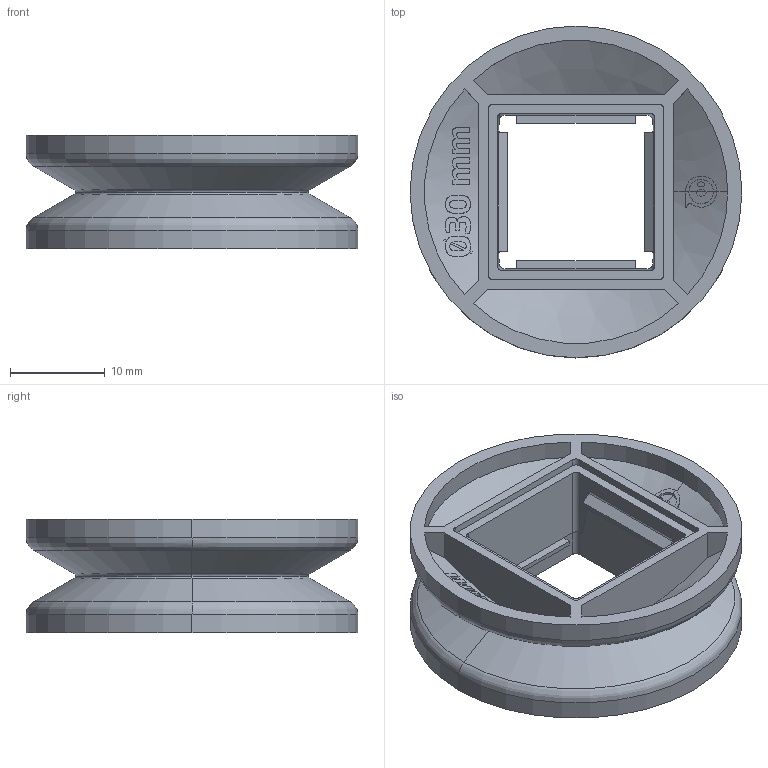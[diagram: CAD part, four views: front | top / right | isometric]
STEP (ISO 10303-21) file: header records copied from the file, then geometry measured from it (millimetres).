
FILE_DESCRIPTION (( 'STEP AP214' ), '1' );
FILE_NAME ('750-0999-069 Rev2.STEP', '2022-10-26T23:44:21', ( '' ), ( '' ), 'SwSTEP 2.0', 'SolidWorks 2021', '' );
FILE_SCHEMA (( 'AUTOMOTIVE_DESIGN' ));
Length unit declared in the file: millimetre
Products named in the file (1): 750-0999-069 Rev2
Bounding box: 35 x 35 x 12 mm (x, y, z)
Volume: 4058.6 mm3; surface area: 5272.4 mm2
Topology: 1 solids, 1 shells, 646 faces, 1821 edges, 1205 vertices
Faces by surface type: plane 464, bspline 96, cone 44, cylinder 34, torus 8
Entity records: 25475 total; most frequent: CARTESIAN_POINT 11056, ORIENTED_EDGE 3642, DIRECTION 1948, EDGE_CURVE 1821, VERTEX_POINT 1205, B_SPLINE_CURVE_WITH_KNOTS 1008, LINE 716, VECTOR 716
